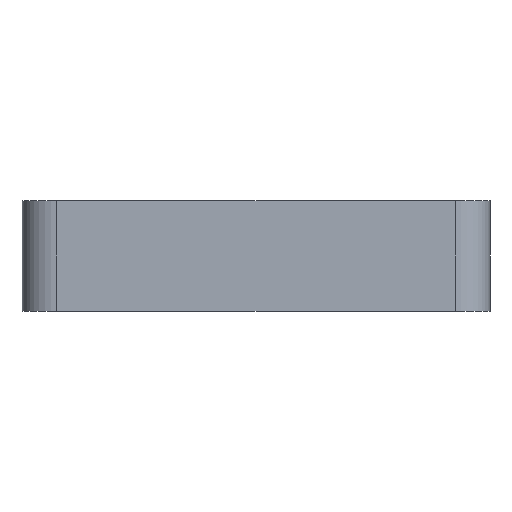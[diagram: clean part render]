
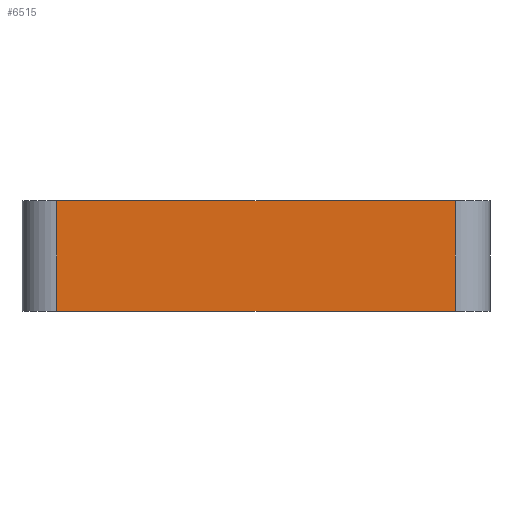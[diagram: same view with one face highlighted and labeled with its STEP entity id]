
A CAD part, left-side view. The second image highlights one B-rep face of the part: STEP entity #6515.
In plain terms, the highlighted planar face has unit normal (-1, 0, 0).
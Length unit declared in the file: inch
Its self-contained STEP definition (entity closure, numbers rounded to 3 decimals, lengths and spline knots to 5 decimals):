
#9=DIRECTION('',(0.,-1.,0.));
#10=VECTOR('',#9,0.90551);
#11=CARTESIAN_POINT('',(-1.69291,-0.07874,-0.25));
#12=LINE('',#11,#10);
#65=DIRECTION('',(0.,0.,-1.));
#66=VECTOR('',#65,0.25);
#67=CARTESIAN_POINT('',(-1.69291,-0.98425,0.));
#68=LINE('',#67,#66);
#92=DIRECTION('',(0.,0.,-1.));
#93=VECTOR('',#92,0.25);
#94=CARTESIAN_POINT('',(-1.69291,-0.07874,0.));
#95=LINE('',#94,#93);
#123=DIRECTION('',(0.,-1.,0.));
#124=VECTOR('',#123,0.90551);
#125=CARTESIAN_POINT('',(-1.69291,-0.07874,0.));
#126=LINE('',#125,#124);
#4833=CARTESIAN_POINT('',(-1.69291,-0.98425,0.));
#4834=CARTESIAN_POINT('',(-1.69291,-0.98425,-0.25));
#4835=VERTEX_POINT('',#4833);
#4836=VERTEX_POINT('',#4834);
#4845=CARTESIAN_POINT('',(-1.69291,-0.07874,0.));
#4846=VERTEX_POINT('',#4845);
#4847=CARTESIAN_POINT('',(-1.69291,-0.07874,-0.25));
#4848=VERTEX_POINT('',#4847);
#6502=CARTESIAN_POINT('',(-1.69291,0.,-0.25));
#6503=DIRECTION('',(-1.,0.,0.));
#6504=DIRECTION('',(0.,-1.,0.));
#6505=AXIS2_PLACEMENT_3D('',#6502,#6503,#6504);
#6506=PLANE('',#6505);
#6507=ORIENTED_EDGE('',*,*,#6493,.T.);
#6508=ORIENTED_EDGE('',*,*,#6420,.F.);
#6510=ORIENTED_EDGE('',*,*,#6509,.F.);
#6512=ORIENTED_EDGE('',*,*,#6511,.T.);
#6513=EDGE_LOOP('',(#6507,#6508,#6510,#6512));
#6514=FACE_OUTER_BOUND('',#6513,.F.);
#6515=ADVANCED_FACE('',(#6514),#6506,.T.);
#6420=EDGE_CURVE('',#4848,#4836,#12,.T.);
#6493=EDGE_CURVE('',#4835,#4836,#68,.T.);
#6509=EDGE_CURVE('',#4846,#4848,#95,.T.);
#6511=EDGE_CURVE('',#4846,#4835,#126,.T.);
